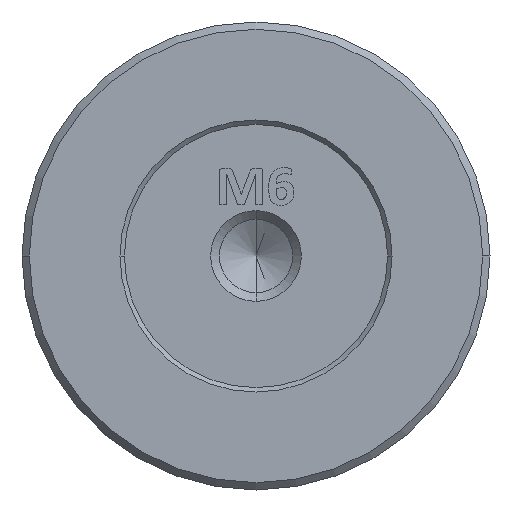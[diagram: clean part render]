
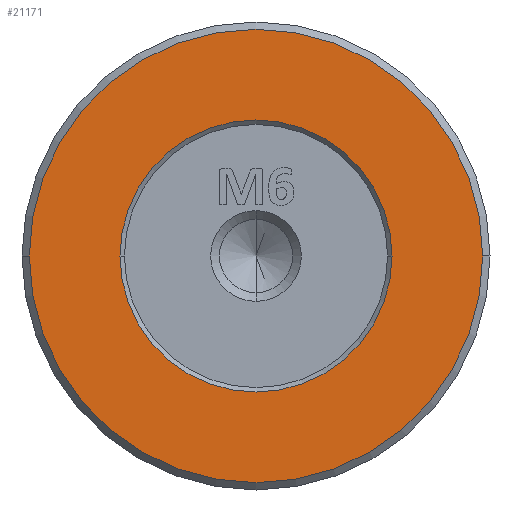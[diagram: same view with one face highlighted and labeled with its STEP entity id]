
A CAD part, left-side view. The second image highlights one B-rep face of the part: STEP entity #21171.
In plain terms, the highlighted planar face has unit normal (-1, 0, 0).
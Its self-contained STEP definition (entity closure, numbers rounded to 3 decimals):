
#199 = CARTESIAN_POINT ( 'NONE',  ( -31.263, 16.541, 4.288 ) ) ;
#1564 = FACE_BOUND ( 'NONE', #11642, .T. ) ;
#1708 = CARTESIAN_POINT ( 'NONE',  ( -31.263, 16.541, 4.288 ) ) ;
#1963 = DIRECTION ( 'NONE',  ( 1., 0., 0. ) ) ;
#2640 = VERTEX_POINT ( 'NONE', #9960 ) ;
#3465 = VERTEX_POINT ( 'NONE', #10812 ) ;
#3851 = FACE_OUTER_BOUND ( 'NONE', #8124, .T. ) ;
#4530 = CARTESIAN_POINT ( 'NONE',  ( -31.263, 7.241, 4.288 ) ) ;
#4532 = CARTESIAN_POINT ( 'NONE',  ( -31.263, 16.541, 4.288 ) ) ;
#4654 = DIRECTION ( 'NONE',  ( -1., 0., 0. ) ) ;
#5747 = ORIENTED_EDGE ( 'NONE', *, *, #19946, .T. ) ;
#5933 = CIRCLE ( 'NONE', #21916, 9.3 ) ;
#7987 = EDGE_CURVE ( 'NONE', #23071, #27819, #12308, .T. ) ;
#8124 = EDGE_LOOP ( 'NONE', ( #5747, #9577 ) ) ;
#8409 = DIRECTION ( 'NONE',  ( 0., -1., 0. ) ) ;
#8839 = EDGE_CURVE ( 'NONE', #27819, #23071, #5933, .T. ) ;
#9093 = DIRECTION ( 'NONE',  ( 1., 0., 0. ) ) ;
#9577 = ORIENTED_EDGE ( 'NONE', *, *, #14024, .T. ) ;
#9960 = CARTESIAN_POINT ( 'NONE',  ( -31.263, 1.041, 4.288 ) ) ;
#10420 = DIRECTION ( 'NONE',  ( -1., 0., 0. ) ) ;
#10812 = CARTESIAN_POINT ( 'NONE',  ( -31.263, 32.041, 4.288 ) ) ;
#10957 = CARTESIAN_POINT ( 'NONE',  ( -31.263, 16.541, 4.288 ) ) ;
#11168 = AXIS2_PLACEMENT_3D ( 'NONE', #1708, #10420, #14580 ) ;
#11642 = EDGE_LOOP ( 'NONE', ( #13730, #12766 ) ) ;
#12051 = CARTESIAN_POINT ( 'NONE',  ( -31.263, 25.841, 4.288 ) ) ;
#12308 = CIRCLE ( 'NONE', #17317, 9.3 ) ;
#12766 = ORIENTED_EDGE ( 'NONE', *, *, #7987, .T. ) ;
#13730 = ORIENTED_EDGE ( 'NONE', *, *, #8839, .T. ) ;
#14024 = EDGE_CURVE ( 'NONE', #2640, #3465, #17060, .T. ) ;
#14580 = DIRECTION ( 'NONE',  ( 0., 1., 0. ) ) ;
#15529 = DIRECTION ( 'NONE',  ( 0., -1., 0. ) ) ;
#15819 = DIRECTION ( 'NONE',  ( 0., -1., 0. ) ) ;
#17060 = CIRCLE ( 'NONE', #19345, 15.5 ) ;
#17317 = AXIS2_PLACEMENT_3D ( 'NONE', #10957, #9093, #15529 ) ;
#19345 = AXIS2_PLACEMENT_3D ( 'NONE', #4532, #22412, #15819 ) ;
#19946 = EDGE_CURVE ( 'NONE', #3465, #2640, #21699, .T. ) ;
#21171 = ADVANCED_FACE ( 'NONE', ( #1564, #3851 ), #21316, .T. ) ;
#21248 = AXIS2_PLACEMENT_3D ( 'NONE', #199, #4654, #22108 ) ;
#21316 = PLANE ( 'NONE',  #11168 ) ;
#21699 = CIRCLE ( 'NONE', #21248, 15.5 ) ;
#21916 = AXIS2_PLACEMENT_3D ( 'NONE', #27886, #1963, #8409 ) ;
#22108 = DIRECTION ( 'NONE',  ( 0., -1., 0. ) ) ;
#22412 = DIRECTION ( 'NONE',  ( -1., 0., 0. ) ) ;
#23071 = VERTEX_POINT ( 'NONE', #12051 ) ;
#27819 = VERTEX_POINT ( 'NONE', #4530 ) ;
#27886 = CARTESIAN_POINT ( 'NONE',  ( -31.263, 16.541, 4.288 ) ) ;
